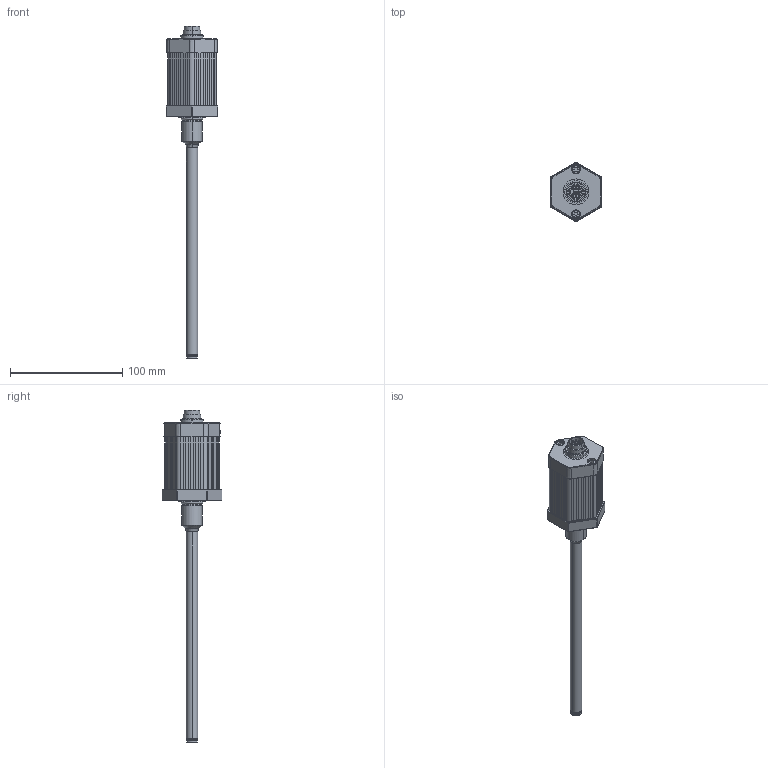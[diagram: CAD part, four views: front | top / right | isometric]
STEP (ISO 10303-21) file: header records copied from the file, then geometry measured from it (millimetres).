
FILE_DESCRIPTION (( 'STEP AP214' ), '1' );
FILE_NAME ('TH1-0100-104-___-101.STEP', '2014-07-04T11:01:00', ( 'dummy' ), ( 'Microsoft' ), 'SwSTEP 2.0', 'SolidWorks 2013', '' );
FILE_SCHEMA (( 'AUTOMOTIVE_DESIGN' ));
Length unit declared in the file: millimetre
Products named in the file (1): TH1-0100-104-___-101
Bounding box: 46 x 52.96 x 296 mm (x, y, z)
Surface area: 26025.2 mm2 (no closed solid volume)
Topology: 0 solids, 72 shells, 522 faces, 2889 edges, 2401 vertices
Faces by surface type: plane 292, cylinder 112, torus 42, cone 34, bspline 22, sphere 20
Entity records: 39128 total; most frequent: CARTESIAN_POINT 13275, ORIENTED_EDGE 3559, DIRECTION 3500, EDGE_CURVE 2858, VERTEX_POINT 2386, VECTOR 1616, LINE 1616, AXIS2_PLACEMENT_3D 942
